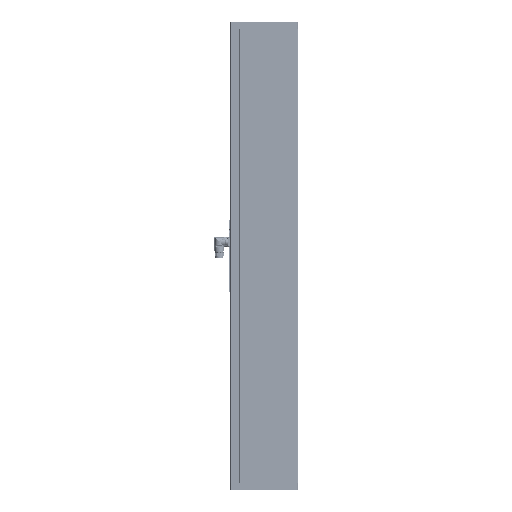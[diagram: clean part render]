
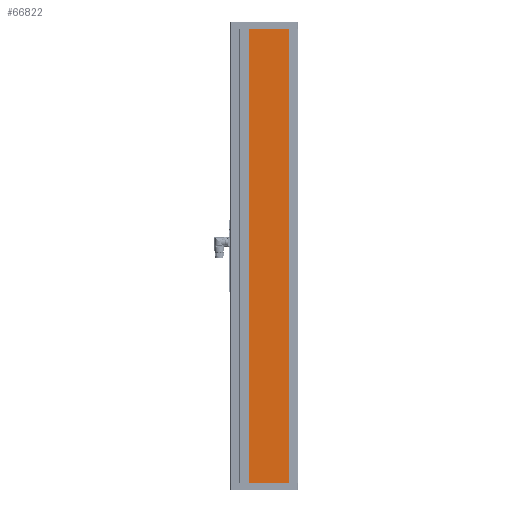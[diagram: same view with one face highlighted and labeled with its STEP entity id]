
A CAD part, left-side view. The second image highlights one B-rep face of the part: STEP entity #66822.
In plain terms, the highlighted planar face has unit normal (-1, 0, 0).
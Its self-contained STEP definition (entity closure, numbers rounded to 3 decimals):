
#1407 = VECTOR ( 'NONE', #51447, 1000. ) ;
#3786 = LINE ( 'NONE', #18286, #55438 ) ;
#8945 = CARTESIAN_POINT ( 'NONE',  ( 0., -90., 0. ) ) ;
#14109 = EDGE_CURVE ( 'NONE', #32444, #112051, #77599, .T. ) ;
#18286 = CARTESIAN_POINT ( 'NONE',  ( 0., -90., 1210. ) ) ;
#19027 = DIRECTION ( 'NONE',  ( 1., 0., 0. ) ) ;
#24315 = AXIS2_PLACEMENT_3D ( 'NONE', #170579, #19027, #146242 ) ;
#26704 = CARTESIAN_POINT ( 'NONE',  ( 0., 40.9, 1210. ) ) ;
#32444 = VERTEX_POINT ( 'NONE', #74418 ) ;
#34032 = EDGE_CURVE ( 'NONE', #112051, #54673, #158773, .T. ) ;
#48534 = VERTEX_POINT ( 'NONE', #26704 ) ;
#48854 = FACE_OUTER_BOUND ( 'NONE', #136616, .T. ) ;
#50580 = LINE ( 'NONE', #174903, #1407 ) ;
#51447 = DIRECTION ( 'NONE',  ( 0., 0., 1. ) ) ;
#54673 = VERTEX_POINT ( 'NONE', #166610 ) ;
#55438 = VECTOR ( 'NONE', #170686, 1000. ) ;
#63716 = CARTESIAN_POINT ( 'NONE',  ( 0., -65.4, 0. ) ) ;
#64098 = DIRECTION ( 'NONE',  ( 0., -1., 0. ) ) ;
#66822 = ADVANCED_FACE ( 'NONE', ( #48854 ), #142691, .F. ) ;
#69141 = ORIENTED_EDGE ( 'NONE', *, *, #34032, .T. ) ;
#74418 = CARTESIAN_POINT ( 'NONE',  ( 0., 40.9, 0. ) ) ;
#77599 = LINE ( 'NONE', #8945, #94491 ) ;
#85123 = EDGE_CURVE ( 'NONE', #32444, #48534, #50580, .T. ) ;
#94491 = VECTOR ( 'NONE', #64098, 1000. ) ;
#103696 = DIRECTION ( 'NONE',  ( 0., 0., 1. ) ) ;
#112051 = VERTEX_POINT ( 'NONE', #63716 ) ;
#115178 = ORIENTED_EDGE ( 'NONE', *, *, #136367, .F. ) ;
#136367 = EDGE_CURVE ( 'NONE', #48534, #54673, #3786, .T. ) ;
#136616 = EDGE_LOOP ( 'NONE', ( #115178, #148469, #168822, #69141 ) ) ;
#142691 = PLANE ( 'NONE',  #24315 ) ;
#146242 = DIRECTION ( 'NONE',  ( 0., 0., -1. ) ) ;
#148469 = ORIENTED_EDGE ( 'NONE', *, *, #85123, .F. ) ;
#156061 = CARTESIAN_POINT ( 'NONE',  ( 0., -65.4, 1210. ) ) ;
#158773 = LINE ( 'NONE', #156061, #174426 ) ;
#166610 = CARTESIAN_POINT ( 'NONE',  ( 0., -65.4, 1210. ) ) ;
#168822 = ORIENTED_EDGE ( 'NONE', *, *, #14109, .T. ) ;
#170579 = CARTESIAN_POINT ( 'NONE',  ( 0., -90., 1210. ) ) ;
#170686 = DIRECTION ( 'NONE',  ( 0., -1., 0. ) ) ;
#174426 = VECTOR ( 'NONE', #103696, 1000. ) ;
#174903 = CARTESIAN_POINT ( 'NONE',  ( 0., 40.9, 0. ) ) ;
